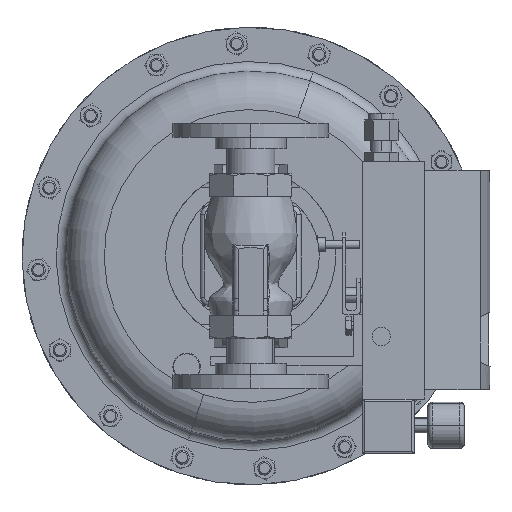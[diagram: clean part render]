
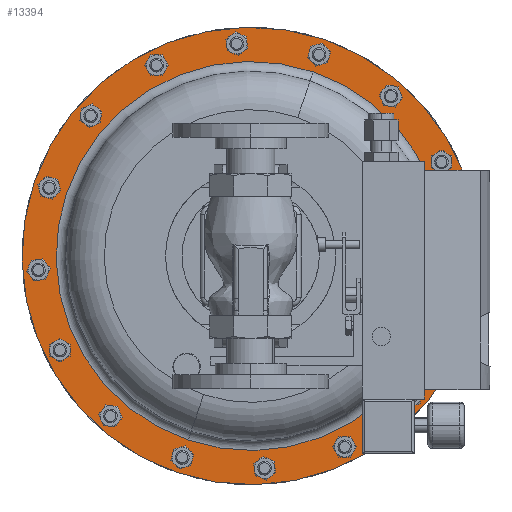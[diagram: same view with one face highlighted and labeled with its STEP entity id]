
A CAD part, front view. The second image highlights one B-rep face of the part: STEP entity #13394.
In plain terms, the highlighted planar face has unit normal (0, -1, 0).
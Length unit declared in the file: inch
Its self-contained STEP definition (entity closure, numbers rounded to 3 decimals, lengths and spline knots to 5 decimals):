
#843 = CARTESIAN_POINT ( 'NONE',  ( 2.009, 9.4, 3.66831 ) ) ;
#1917 = EDGE_LOOP ( 'NONE', ( #4235, #15158 ) ) ;
#2722 = DIRECTION ( 'NONE',  ( 0., 1., 0. ) ) ;
#2744 = CARTESIAN_POINT ( 'NONE',  ( 1.70845, 9.4, 2.78293 ) ) ;
#3423 = FACE_OUTER_BOUND ( 'NONE', #1917, .T. ) ;
#4221 = CARTESIAN_POINT ( 'NONE',  ( -2.009, 9.4, -8.16831 ) ) ;
#4235 = ORIENTED_EDGE ( 'NONE', *, *, #40602, .F. ) ;
#6177 = CARTESIAN_POINT ( 'NONE',  ( 0., 9.4, -2.25 ) ) ;
#6957 = VERTEX_POINT ( 'NONE', #4221 ) ;
#7320 = EDGE_CURVE ( 'NONE', #29907, #20490, #8370, .T. ) ;
#7888 = CARTESIAN_POINT ( 'NONE',  ( 0., 9.4, -2.25 ) ) ;
#8370 = CIRCLE ( 'NONE', #20568, 5.315 ) ;
#9128 = DIRECTION ( 'NONE',  ( 0.321, 0., 0.947 ) ) ;
#9410 = DIRECTION ( 'NONE',  ( -0.321, 0., -0.947 ) ) ;
#11143 = DIRECTION ( 'NONE',  ( -0.321, 0., -0.947 ) ) ;
#13196 = CARTESIAN_POINT ( 'NONE',  ( -1.70845, 9.4, -7.28293 ) ) ;
#13394 = ADVANCED_FACE ( 'NONE', ( #22690, #3423 ), #25307, .T. ) ;
#14497 = CIRCLE ( 'NONE', #36661, 6.25 ) ;
#15158 = ORIENTED_EDGE ( 'NONE', *, *, #30179, .F. ) ;
#15317 = VERTEX_POINT ( 'NONE', #843 ) ;
#18986 = DIRECTION ( 'NONE',  ( 0., 1., 0. ) ) ;
#19986 = EDGE_CURVE ( 'NONE', #20490, #29907, #41401, .T. ) ;
#20490 = VERTEX_POINT ( 'NONE', #2744 ) ;
#20568 = AXIS2_PLACEMENT_3D ( 'NONE', #7888, #30589, #11143 ) ;
#22117 = CARTESIAN_POINT ( 'NONE',  ( 0., 9.4, -2.25 ) ) ;
#22258 = AXIS2_PLACEMENT_3D ( 'NONE', #6177, #28850, #9410 ) ;
#22446 = CIRCLE ( 'NONE', #35083, 6.25 ) ;
#22690 = FACE_BOUND ( 'NONE', #35759, .T. ) ;
#23037 = ORIENTED_EDGE ( 'NONE', *, *, #19986, .T. ) ;
#25307 = PLANE ( 'NONE',  #39001 ) ;
#25381 = DIRECTION ( 'NONE',  ( -0.321, 0., -0.947 ) ) ;
#28576 = DIRECTION ( 'NONE',  ( 0., -1., 0. ) ) ;
#28850 = DIRECTION ( 'NONE',  ( 0., 1., 0. ) ) ;
#29316 = ORIENTED_EDGE ( 'NONE', *, *, #7320, .T. ) ;
#29907 = VERTEX_POINT ( 'NONE', #13196 ) ;
#30179 = EDGE_CURVE ( 'NONE', #15317, #6957, #22446, .T. ) ;
#30589 = DIRECTION ( 'NONE',  ( 0., 1., 0. ) ) ;
#35083 = AXIS2_PLACEMENT_3D ( 'NONE', #38440, #18986, #41695 ) ;
#35759 = EDGE_LOOP ( 'NONE', ( #29316, #23037 ) ) ;
#36661 = AXIS2_PLACEMENT_3D ( 'NONE', #22117, #2722, #25381 ) ;
#38440 = CARTESIAN_POINT ( 'NONE',  ( 0., 9.4, -2.25 ) ) ;
#39001 = AXIS2_PLACEMENT_3D ( 'NONE', #41504, #28576, #9128 ) ;
#40602 = EDGE_CURVE ( 'NONE', #6957, #15317, #14497, .T. ) ;
#41401 = CIRCLE ( 'NONE', #22258, 5.315 ) ;
#41504 = CARTESIAN_POINT ( 'NONE',  ( -5.91831, 9.4, -0.241 ) ) ;
#41695 = DIRECTION ( 'NONE',  ( -0.321, 0., -0.947 ) ) ;
